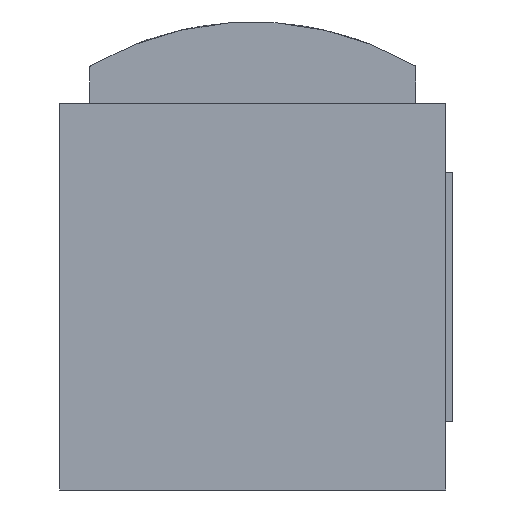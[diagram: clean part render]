
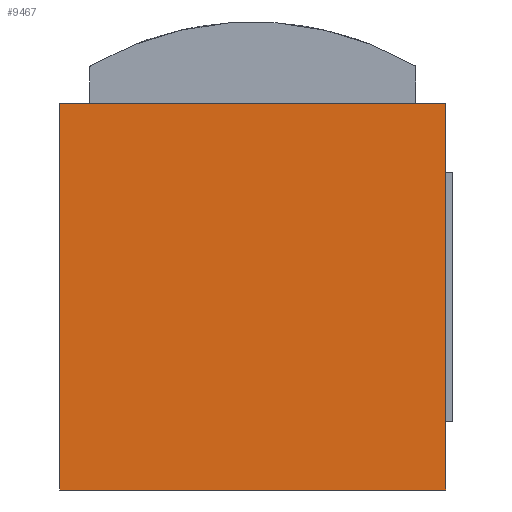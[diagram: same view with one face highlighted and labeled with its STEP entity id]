
A CAD part, front view. The second image highlights one B-rep face of the part: STEP entity #9467.
In plain terms, the highlighted planar face has unit normal (0, -1, 0).
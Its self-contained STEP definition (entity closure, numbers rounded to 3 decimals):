
#81=PLANE('',#10039);
#1182=ORIENTED_EDGE('',*,*,#3158,.T.);
#1183=ORIENTED_EDGE('',*,*,#3159,.F.);
#1184=ORIENTED_EDGE('',*,*,#3160,.F.);
#1185=ORIENTED_EDGE('',*,*,#3139,.T.);
#3139=EDGE_CURVE('',#4124,#4123,#4689,.T.);
#3158=EDGE_CURVE('',#4123,#4140,#4707,.T.);
#3159=EDGE_CURVE('',#4141,#4140,#4708,.T.);
#3160=EDGE_CURVE('',#4124,#4141,#4709,.T.);
#4123=VERTEX_POINT('',#13502);
#4124=VERTEX_POINT('',#13504);
#4140=VERTEX_POINT('',#13543);
#4141=VERTEX_POINT('',#13545);
#4689=LINE('',#13503,#5362);
#4707=LINE('',#13542,#5380);
#4708=LINE('',#13544,#5381);
#4709=LINE('',#13546,#5382);
#5362=VECTOR('',#11075,1000.);
#5380=VECTOR('',#11103,1000.);
#5381=VECTOR('',#11104,1000.);
#5382=VECTOR('',#11105,1000.);
#5990=EDGE_LOOP('',(#1182,#1183,#1184,#1185));
#6472=FACE_BOUND('',#5990,.T.);
#9467=ADVANCED_FACE('',(#6472),#81,.F.);
#10039=AXIS2_PLACEMENT_3D('',#13541,#11101,#11102);
#11075=DIRECTION('',(0.,0.,-1.));
#11101=DIRECTION('',(0.,1.,0.));
#11102=DIRECTION('',(0.,0.,1.));
#11103=DIRECTION('',(1.,0.,0.));
#11104=DIRECTION('',(0.,0.,-1.));
#11105=DIRECTION('',(1.,0.,0.));
#13502=CARTESIAN_POINT('',(-45.,-58.,-45.));
#13503=CARTESIAN_POINT('',(-45.,-58.,45.));
#13504=CARTESIAN_POINT('',(-45.,-58.,45.));
#13541=CARTESIAN_POINT('',(-45.,-58.,45.));
#13542=CARTESIAN_POINT('',(-45.,-58.,-45.));
#13543=CARTESIAN_POINT('',(45.,-58.,-45.));
#13544=CARTESIAN_POINT('',(45.,-58.,45.));
#13545=CARTESIAN_POINT('',(45.,-58.,45.));
#13546=CARTESIAN_POINT('',(-45.,-58.,45.));
